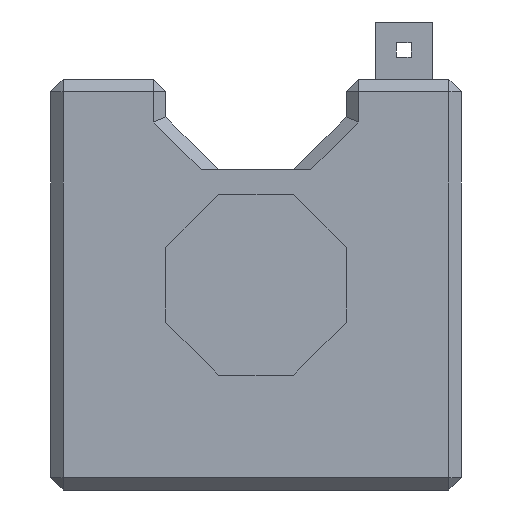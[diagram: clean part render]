
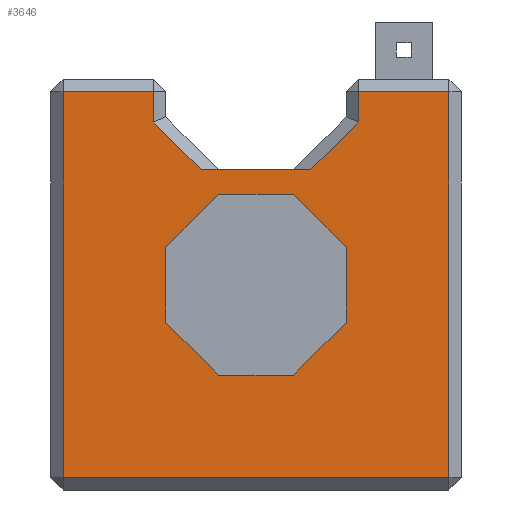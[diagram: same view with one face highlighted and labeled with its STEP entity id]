
A CAD part, left-side view. The second image highlights one B-rep face of the part: STEP entity #3646.
In plain terms, the highlighted planar face has unit normal (-1, 0, 0).
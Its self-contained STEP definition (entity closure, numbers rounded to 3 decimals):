
#29 = VERTEX_POINT ( 'NONE', #318 ) ;
#38 = ORIENTED_EDGE ( 'NONE', *, *, #454, .F. ) ;
#60 = EDGE_CURVE ( 'NONE', #826, #29, #2735, .T. ) ;
#127 = CARTESIAN_POINT ( 'NONE',  ( 0., 1.5, 50. ) ) ;
#156 = VERTEX_POINT ( 'NONE', #820 ) ;
#161 = EDGE_CURVE ( 'NONE', #3772, #1359, #3020, .T. ) ;
#174 = ORIENTED_EDGE ( 'NONE', *, *, #4072, .F. ) ;
#193 = VECTOR ( 'NONE', #2257, 1000. ) ;
#209 = LINE ( 'NONE', #1193, #2455 ) ;
#213 = EDGE_CURVE ( 'NONE', #3091, #826, #209, .T. ) ;
#271 = CARTESIAN_POINT ( 'NONE',  ( 0., 20.444, 36. ) ) ;
#318 = CARTESIAN_POINT ( 'NONE',  ( 0., 36., 20.444 ) ) ;
#334 = CARTESIAN_POINT ( 'NONE',  ( 0., 20.444, 36. ) ) ;
#378 = EDGE_CURVE ( 'NONE', #29, #2889, #3206, .T. ) ;
#440 = DIRECTION ( 'NONE',  ( 1., 0., 0. ) ) ;
#454 = EDGE_CURVE ( 'NONE', #2434, #985, #3947, .T. ) ;
#480 = DIRECTION ( 'NONE',  ( 0., 0.707, -0.707 ) ) ;
#500 = VECTOR ( 'NONE', #1391, 1000. ) ;
#550 = ORIENTED_EDGE ( 'NONE', *, *, #1373, .T. ) ;
#555 = VECTOR ( 'NONE', #2197, 1000. ) ;
#638 = CARTESIAN_POINT ( 'NONE',  ( 0., 14., 29.556 ) ) ;
#783 = FACE_BOUND ( 'NONE', #1625, .T. ) ;
#820 = CARTESIAN_POINT ( 'NONE',  ( 0., 37.5, 44.822 ) ) ;
#822 = FACE_OUTER_BOUND ( 'NONE', #2120, .T. ) ;
#826 = VERTEX_POINT ( 'NONE', #1122 ) ;
#829 = LINE ( 'NONE', #3805, #3933 ) ;
#870 = ORIENTED_EDGE ( 'NONE', *, *, #2449, .T. ) ;
#879 = DIRECTION ( 'NONE',  ( 0., 1., 0. ) ) ;
#900 = DIRECTION ( 'NONE',  ( 0., 0.707, -0.707 ) ) ;
#904 = EDGE_CURVE ( 'NONE', #2434, #156, #829, .T. ) ;
#909 = AXIS2_PLACEMENT_3D ( 'NONE', #2133, #440, #4050 ) ;
#954 = VECTOR ( 'NONE', #480, 1000. ) ;
#961 = VERTEX_POINT ( 'NONE', #2812 ) ;
#968 = CARTESIAN_POINT ( 'NONE',  ( 0., 36., 20.444 ) ) ;
#985 = VERTEX_POINT ( 'NONE', #1545 ) ;
#1005 = CARTESIAN_POINT ( 'NONE',  ( 0., 12.5, 50. ) ) ;
#1046 = VECTOR ( 'NONE', #3942, 1000. ) ;
#1057 = VECTOR ( 'NONE', #1684, 1000. ) ;
#1066 = EDGE_CURVE ( 'NONE', #156, #2267, #3911, .T. ) ;
#1073 = CARTESIAN_POINT ( 'NONE',  ( 0., 14., 20.444 ) ) ;
#1074 = CARTESIAN_POINT ( 'NONE',  ( 0., 3.661, 53.661 ) ) ;
#1105 = VERTEX_POINT ( 'NONE', #2287 ) ;
#1122 = CARTESIAN_POINT ( 'NONE',  ( 0., 36., 29.556 ) ) ;
#1135 = VECTOR ( 'NONE', #1411, 1000. ) ;
#1136 = CARTESIAN_POINT ( 'NONE',  ( 0., 31.678, 39. ) ) ;
#1160 = ORIENTED_EDGE ( 'NONE', *, *, #1314, .T. ) ;
#1193 = CARTESIAN_POINT ( 'NONE',  ( 0., 29.556, 36. ) ) ;
#1228 = ORIENTED_EDGE ( 'NONE', *, *, #3271, .T. ) ;
#1258 = LINE ( 'NONE', #2298, #1628 ) ;
#1268 = VECTOR ( 'NONE', #2642, 1000. ) ;
#1314 = EDGE_CURVE ( 'NONE', #1359, #961, #2489, .T. ) ;
#1322 = DIRECTION ( 'NONE',  ( 0., -1., 0. ) ) ;
#1359 = VERTEX_POINT ( 'NONE', #4115 ) ;
#1363 = CARTESIAN_POINT ( 'NONE',  ( 0., 48.5, 1.5 ) ) ;
#1373 = EDGE_CURVE ( 'NONE', #3129, #3772, #1558, .T. ) ;
#1391 = DIRECTION ( 'NONE',  ( 0., 0., -1. ) ) ;
#1402 = VERTEX_POINT ( 'NONE', #271 ) ;
#1411 = DIRECTION ( 'NONE',  ( 0., -0.707, 0.707 ) ) ;
#1412 = DIRECTION ( 'NONE',  ( 0., 0., 1. ) ) ;
#1451 = LINE ( 'NONE', #1074, #954 ) ;
#1479 = ORIENTED_EDGE ( 'NONE', *, *, #60, .F. ) ;
#1545 = CARTESIAN_POINT ( 'NONE',  ( 0., 18.322, 39. ) ) ;
#1558 = LINE ( 'NONE', #2874, #555 ) ;
#1605 = VECTOR ( 'NONE', #3270, 1000. ) ;
#1625 = EDGE_LOOP ( 'NONE', ( #2777, #2182, #3325, #174, #3932, #1722, #3913, #1479 ) ) ;
#1628 = VECTOR ( 'NONE', #1322, 1000. ) ;
#1682 = ORIENTED_EDGE ( 'NONE', *, *, #3672, .T. ) ;
#1684 = DIRECTION ( 'NONE',  ( 0., 0., -1. ) ) ;
#1688 = CARTESIAN_POINT ( 'NONE',  ( 0., 29.556, 39. ) ) ;
#1692 = EDGE_CURVE ( 'NONE', #961, #3252, #1954, .T. ) ;
#1722 = ORIENTED_EDGE ( 'NONE', *, *, #2671, .F. ) ;
#1733 = DIRECTION ( 'NONE',  ( 0., 0., -1. ) ) ;
#1954 = LINE ( 'NONE', #1005, #1057 ) ;
#2002 = CARTESIAN_POINT ( 'NONE',  ( 0., 20.444, 14. ) ) ;
#2012 = VECTOR ( 'NONE', #3371, 1000. ) ;
#2069 = EDGE_CURVE ( 'NONE', #2274, #1402, #3915, .T. ) ;
#2072 = LINE ( 'NONE', #3356, #2793 ) ;
#2088 = LINE ( 'NONE', #1073, #2012 ) ;
#2120 = EDGE_LOOP ( 'NONE', ( #870, #38, #3896, #2709, #1228, #1682, #550, #3823, #1160, #3984 ) ) ;
#2133 = CARTESIAN_POINT ( 'NONE',  ( 0., 0., 50. ) ) ;
#2182 = ORIENTED_EDGE ( 'NONE', *, *, #3927, .F. ) ;
#2197 = DIRECTION ( 'NONE',  ( 0., -1., 0. ) ) ;
#2223 = VECTOR ( 'NONE', #3196, 1000. ) ;
#2257 = DIRECTION ( 'NONE',  ( 0., -0.707, -0.707 ) ) ;
#2267 = VERTEX_POINT ( 'NONE', #3087 ) ;
#2274 = VERTEX_POINT ( 'NONE', #3779 ) ;
#2280 = LINE ( 'NONE', #334, #1605 ) ;
#2287 = CARTESIAN_POINT ( 'NONE',  ( 0., 14., 20.444 ) ) ;
#2298 = CARTESIAN_POINT ( 'NONE',  ( 0., 29.556, 14. ) ) ;
#2305 = CARTESIAN_POINT ( 'NONE',  ( 0., 37.5, 50. ) ) ;
#2402 = EDGE_CURVE ( 'NONE', #2785, #1105, #3375, .T. ) ;
#2406 = CARTESIAN_POINT ( 'NONE',  ( 0., 36., 29.556 ) ) ;
#2433 = DIRECTION ( 'NONE',  ( 0., 0.707, 0.707 ) ) ;
#2434 = VERTEX_POINT ( 'NONE', #1136 ) ;
#2449 = EDGE_CURVE ( 'NONE', #3252, #985, #1451, .T. ) ;
#2455 = VECTOR ( 'NONE', #900, 1000. ) ;
#2488 = CARTESIAN_POINT ( 'NONE',  ( 0., 1.5, 1.5 ) ) ;
#2489 = LINE ( 'NONE', #2764, #2652 ) ;
#2642 = DIRECTION ( 'NONE',  ( 0., -1., 0. ) ) ;
#2652 = VECTOR ( 'NONE', #879, 1000. ) ;
#2669 = LINE ( 'NONE', #4001, #1046 ) ;
#2671 = EDGE_CURVE ( 'NONE', #2889, #2785, #1258, .T. ) ;
#2709 = ORIENTED_EDGE ( 'NONE', *, *, #1066, .T. ) ;
#2735 = LINE ( 'NONE', #2406, #500 ) ;
#2747 = VECTOR ( 'NONE', #1412, 1000. ) ;
#2764 = CARTESIAN_POINT ( 'NONE',  ( 0., 0., 48.5 ) ) ;
#2777 = ORIENTED_EDGE ( 'NONE', *, *, #213, .F. ) ;
#2785 = VERTEX_POINT ( 'NONE', #2002 ) ;
#2793 = VECTOR ( 'NONE', #1733, 1000. ) ;
#2812 = CARTESIAN_POINT ( 'NONE',  ( 0., 12.5, 48.5 ) ) ;
#2874 = CARTESIAN_POINT ( 'NONE',  ( 0., 0., 1.5 ) ) ;
#2889 = VERTEX_POINT ( 'NONE', #3670 ) ;
#2994 = VECTOR ( 'NONE', #3507, 1000. ) ;
#3020 = LINE ( 'NONE', #127, #2747 ) ;
#3040 = CARTESIAN_POINT ( 'NONE',  ( 0., 20.444, 14. ) ) ;
#3087 = CARTESIAN_POINT ( 'NONE',  ( 0., 37.5, 48.5 ) ) ;
#3091 = VERTEX_POINT ( 'NONE', #3202 ) ;
#3129 = VERTEX_POINT ( 'NONE', #1363 ) ;
#3196 = DIRECTION ( 'NONE',  ( 0., 0.707, 0.707 ) ) ;
#3202 = CARTESIAN_POINT ( 'NONE',  ( 0., 29.556, 36. ) ) ;
#3206 = LINE ( 'NONE', #968, #193 ) ;
#3252 = VERTEX_POINT ( 'NONE', #3648 ) ;
#3270 = DIRECTION ( 'NONE',  ( 0., 1., 0. ) ) ;
#3271 = EDGE_CURVE ( 'NONE', #2267, #4022, #2669, .T. ) ;
#3325 = ORIENTED_EDGE ( 'NONE', *, *, #2069, .F. ) ;
#3332 = CARTESIAN_POINT ( 'NONE',  ( 0., 48.5, 48.5 ) ) ;
#3356 = CARTESIAN_POINT ( 'NONE',  ( 0., 48.5, 50. ) ) ;
#3371 = DIRECTION ( 'NONE',  ( 0., 0., 1. ) ) ;
#3375 = LINE ( 'NONE', #3040, #1135 ) ;
#3415 = PLANE ( 'NONE',  #909 ) ;
#3507 = DIRECTION ( 'NONE',  ( 0., 0., 1. ) ) ;
#3646 = ADVANCED_FACE ( 'NONE', ( #783, #822 ), #3415, .F. ) ;
#3648 = CARTESIAN_POINT ( 'NONE',  ( 0., 12.5, 44.822 ) ) ;
#3670 = CARTESIAN_POINT ( 'NONE',  ( 0., 29.556, 14. ) ) ;
#3672 = EDGE_CURVE ( 'NONE', #4022, #3129, #2072, .T. ) ;
#3772 = VERTEX_POINT ( 'NONE', #2488 ) ;
#3779 = CARTESIAN_POINT ( 'NONE',  ( 0., 14., 29.556 ) ) ;
#3805 = CARTESIAN_POINT ( 'NONE',  ( 0., 21.339, 28.661 ) ) ;
#3823 = ORIENTED_EDGE ( 'NONE', *, *, #161, .T. ) ;
#3896 = ORIENTED_EDGE ( 'NONE', *, *, #904, .T. ) ;
#3911 = LINE ( 'NONE', #2305, #2994 ) ;
#3913 = ORIENTED_EDGE ( 'NONE', *, *, #378, .F. ) ;
#3915 = LINE ( 'NONE', #638, #2223 ) ;
#3927 = EDGE_CURVE ( 'NONE', #1402, #3091, #2280, .T. ) ;
#3932 = ORIENTED_EDGE ( 'NONE', *, *, #2402, .F. ) ;
#3933 = VECTOR ( 'NONE', #2433, 1000. ) ;
#3942 = DIRECTION ( 'NONE',  ( 0., 1., 0. ) ) ;
#3947 = LINE ( 'NONE', #1688, #1268 ) ;
#3984 = ORIENTED_EDGE ( 'NONE', *, *, #1692, .T. ) ;
#4001 = CARTESIAN_POINT ( 'NONE',  ( 0., 0., 48.5 ) ) ;
#4022 = VERTEX_POINT ( 'NONE', #3332 ) ;
#4050 = DIRECTION ( 'NONE',  ( 0., 0., -1. ) ) ;
#4072 = EDGE_CURVE ( 'NONE', #1105, #2274, #2088, .T. ) ;
#4115 = CARTESIAN_POINT ( 'NONE',  ( 0., 1.5, 48.5 ) ) ;
